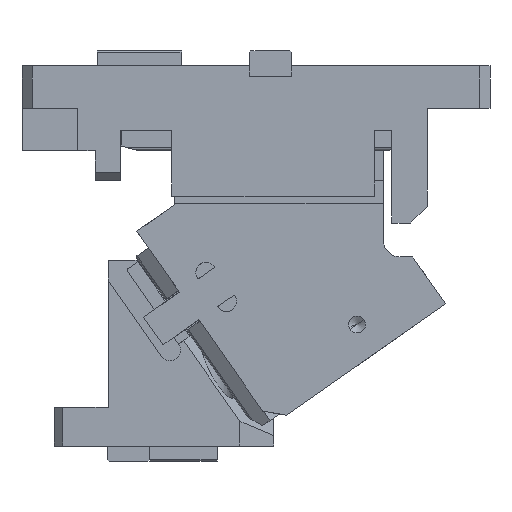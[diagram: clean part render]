
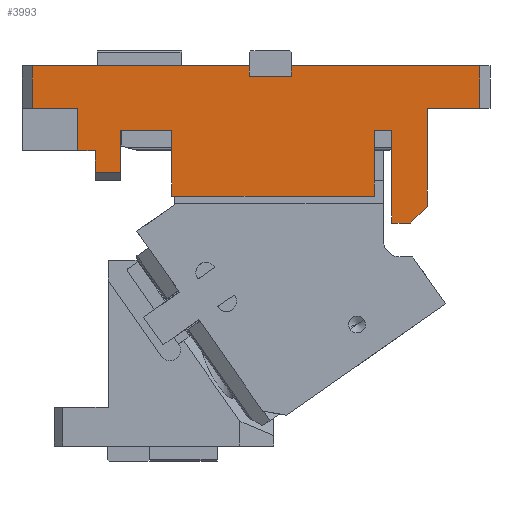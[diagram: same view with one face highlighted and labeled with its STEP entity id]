
A CAD part, front view. The second image highlights one B-rep face of the part: STEP entity #3993.
In plain terms, the highlighted planar face has unit normal (0, -1, 0).
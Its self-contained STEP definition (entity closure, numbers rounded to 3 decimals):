
#408=CARTESIAN_POINT('Vertex',(-162.046,-42.5,102.704)) ;
#411=CARTESIAN_POINT('Line Origine',(-177.201,-42.5,102.704)) ;
#415=CARTESIAN_POINT('Vertex',(-192.356,-42.5,102.704)) ;
#481=CARTESIAN_POINT('Vertex',(-31.856,-42.5,102.704)) ;
#484=CARTESIAN_POINT('Line Origine',(-36.951,-42.5,102.704)) ;
#488=CARTESIAN_POINT('Vertex',(-42.046,-42.5,102.704)) ;
#893=CARTESIAN_POINT('Vertex',(-31.856,-42.5,47.79)) ;
#896=CARTESIAN_POINT('Line Origine',(-31.856,-42.5,75.247)) ;
#1031=CARTESIAN_POINT('Line Origine',(-102.046,-42.5,63.704)) ;
#1035=CARTESIAN_POINT('Vertex',(-42.046,-42.5,63.704)) ;
#1037=CARTESIAN_POINT('Vertex',(-162.046,-42.5,63.704)) ;
#1183=CARTESIAN_POINT('Line Origine',(-162.046,-42.5,83.204)) ;
#1221=CARTESIAN_POINT('Line Origine',(-42.046,-42.5,83.204)) ;
#1316=CARTESIAN_POINT('Line Origine',(-192.356,-42.5,90.204)) ;
#1320=CARTESIAN_POINT('Vertex',(-192.356,-42.5,77.704)) ;
#1685=CARTESIAN_POINT('Vertex',(-244.67,-42.5,115.79)) ;
#1688=CARTESIAN_POINT('Line Origine',(-244.67,-42.5,128.29)) ;
#1692=CARTESIAN_POINT('Vertex',(-244.67,-42.5,140.79)) ;
#1940=CARTESIAN_POINT('Vertex',(-116.17,-42.5,140.79)) ;
#1943=CARTESIAN_POINT('Line Origine',(-116.17,-42.5,137.79)) ;
#1947=CARTESIAN_POINT('Vertex',(-116.17,-42.5,134.79)) ;
#1967=CARTESIAN_POINT('Line Origine',(-103.67,-42.5,134.79)) ;
#1971=CARTESIAN_POINT('Vertex',(-91.17,-42.5,134.79)) ;
#2189=CARTESIAN_POINT('Line Origine',(-91.17,-42.5,137.79)) ;
#2193=CARTESIAN_POINT('Vertex',(-91.17,-42.5,140.79)) ;
#2624=CARTESIAN_POINT('Line Origine',(20.33,-42.5,128.29)) ;
#2628=CARTESIAN_POINT('Vertex',(20.33,-42.5,115.79)) ;
#2630=CARTESIAN_POINT('Vertex',(20.33,-42.5,140.79)) ;
#2739=CARTESIAN_POINT('Vertex',(-10.67,-42.5,57.79)) ;
#2742=CARTESIAN_POINT('Line Origine',(-15.67,-42.5,52.79)) ;
#2746=CARTESIAN_POINT('Vertex',(-20.67,-42.5,47.79)) ;
#2766=CARTESIAN_POINT('Line Origine',(-10.67,-42.5,86.79)) ;
#2770=CARTESIAN_POINT('Vertex',(-10.67,-42.5,115.79)) ;
#2802=CARTESIAN_POINT('Line Origine',(4.83,-42.5,115.79)) ;
#2923=CARTESIAN_POINT('Line Origine',(-35.42,-42.5,140.79)) ;
#3529=CARTESIAN_POINT('Line Origine',(-180.42,-42.5,140.79)) ;
#3821=CARTESIAN_POINT('Vertex',(-217.67,-42.5,115.79)) ;
#3824=CARTESIAN_POINT('Line Origine',(-231.17,-42.5,115.79)) ;
#3852=CARTESIAN_POINT('Vertex',(-217.67,-42.5,90.704)) ;
#3855=CARTESIAN_POINT('Line Origine',(-217.67,-42.5,103.247)) ;
#3883=CARTESIAN_POINT('Vertex',(-207.356,-42.5,90.704)) ;
#3886=CARTESIAN_POINT('Line Origine',(-212.513,-42.5,90.704)) ;
#3911=CARTESIAN_POINT('Line Origine',(-207.356,-42.5,84.204)) ;
#3915=CARTESIAN_POINT('Vertex',(-207.356,-42.5,77.704)) ;
#3953=CARTESIAN_POINT('Axis2P3D Location',(-1.43,-42.5,7.31)) ;
#3958=CARTESIAN_POINT('Line Origine',(-26.263,-42.5,47.79)) ;
#3963=CARTESIAN_POINT('Line Origine',(-199.856,-42.5,77.704)) ;
#412=DIRECTION('Vector Direction',(1.,0.,0.)) ;
#485=DIRECTION('Vector Direction',(1.,0.,0.)) ;
#897=DIRECTION('Vector Direction',(0.,0.,1.)) ;
#1032=DIRECTION('Vector Direction',(-1.,0.,0.)) ;
#1184=DIRECTION('Vector Direction',(0.,0.,1.)) ;
#1222=DIRECTION('Vector Direction',(0.,0.,-1.)) ;
#1317=DIRECTION('Vector Direction',(0.,0.,-1.)) ;
#1689=DIRECTION('Vector Direction',(0.,0.,-1.)) ;
#1944=DIRECTION('Vector Direction',(0.,0.,1.)) ;
#1968=DIRECTION('Vector Direction',(-1.,0.,0.)) ;
#2190=DIRECTION('Vector Direction',(0.,0.,1.)) ;
#2625=DIRECTION('Vector Direction',(0.,0.,1.)) ;
#2743=DIRECTION('Vector Direction',(0.707,0.,0.707)) ;
#2767=DIRECTION('Vector Direction',(0.,0.,-1.)) ;
#2803=DIRECTION('Vector Direction',(1.,0.,0.)) ;
#2924=DIRECTION('Vector Direction',(-1.,0.,0.)) ;
#3530=DIRECTION('Vector Direction',(-1.,0.,0.)) ;
#3825=DIRECTION('Vector Direction',(1.,0.,0.)) ;
#3856=DIRECTION('Vector Direction',(0.,0.,-1.)) ;
#3887=DIRECTION('Vector Direction',(1.,0.,0.)) ;
#3912=DIRECTION('Vector Direction',(0.,0.,-1.)) ;
#3954=DIRECTION('Axis2P3D Direction',(0.,1.,0.)) ;
#3955=DIRECTION('Axis2P3D XDirection',(0.,0.,1.)) ;
#3959=DIRECTION('Vector Direction',(1.,0.,0.)) ;
#3964=DIRECTION('Vector Direction',(1.,0.,0.)) ;
#3956=AXIS2_PLACEMENT_3D('Plane Axis2P3D',#3953,#3954,#3955) ;
#3969=ORIENTED_EDGE('',*,*,#3962,.T.) ;
#3970=ORIENTED_EDGE('',*,*,#2748,.T.) ;
#3971=ORIENTED_EDGE('',*,*,#2772,.F.) ;
#3972=ORIENTED_EDGE('',*,*,#2806,.T.) ;
#3973=ORIENTED_EDGE('',*,*,#2632,.T.) ;
#3974=ORIENTED_EDGE('',*,*,#2927,.T.) ;
#3975=ORIENTED_EDGE('',*,*,#2195,.F.) ;
#3976=ORIENTED_EDGE('',*,*,#1973,.T.) ;
#3977=ORIENTED_EDGE('',*,*,#1949,.T.) ;
#3978=ORIENTED_EDGE('',*,*,#3533,.T.) ;
#3979=ORIENTED_EDGE('',*,*,#1694,.T.) ;
#3980=ORIENTED_EDGE('',*,*,#3828,.T.) ;
#3981=ORIENTED_EDGE('',*,*,#3859,.T.) ;
#3982=ORIENTED_EDGE('',*,*,#3890,.T.) ;
#3983=ORIENTED_EDGE('',*,*,#3917,.T.) ;
#3984=ORIENTED_EDGE('',*,*,#3967,.T.) ;
#3985=ORIENTED_EDGE('',*,*,#1322,.F.) ;
#3986=ORIENTED_EDGE('',*,*,#417,.T.) ;
#3987=ORIENTED_EDGE('',*,*,#1187,.F.) ;
#3988=ORIENTED_EDGE('',*,*,#1039,.F.) ;
#3989=ORIENTED_EDGE('',*,*,#1225,.F.) ;
#3990=ORIENTED_EDGE('',*,*,#490,.T.) ;
#3991=ORIENTED_EDGE('',*,*,#900,.F.) ;
#413=VECTOR('Line Direction',#412,1.) ;
#486=VECTOR('Line Direction',#485,1.) ;
#898=VECTOR('Line Direction',#897,1.) ;
#1033=VECTOR('Line Direction',#1032,1.) ;
#1185=VECTOR('Line Direction',#1184,1.) ;
#1223=VECTOR('Line Direction',#1222,1.) ;
#1318=VECTOR('Line Direction',#1317,1.) ;
#1690=VECTOR('Line Direction',#1689,1.) ;
#1945=VECTOR('Line Direction',#1944,1.) ;
#1969=VECTOR('Line Direction',#1968,1.) ;
#2191=VECTOR('Line Direction',#2190,1.) ;
#2626=VECTOR('Line Direction',#2625,1.) ;
#2744=VECTOR('Line Direction',#2743,1.) ;
#2768=VECTOR('Line Direction',#2767,1.) ;
#2804=VECTOR('Line Direction',#2803,1.) ;
#2925=VECTOR('Line Direction',#2924,1.) ;
#3531=VECTOR('Line Direction',#3530,1.) ;
#3826=VECTOR('Line Direction',#3825,1.) ;
#3857=VECTOR('Line Direction',#3856,1.) ;
#3888=VECTOR('Line Direction',#3887,1.) ;
#3913=VECTOR('Line Direction',#3912,1.) ;
#3960=VECTOR('Line Direction',#3959,1.) ;
#3965=VECTOR('Line Direction',#3964,1.) ;
#3993=ADVANCED_FACE('CAM HOLDER',(#3992),#3957,.F.) ;
#417=EDGE_CURVE('',#416,#409,#414,.T.) ;
#490=EDGE_CURVE('',#489,#482,#487,.T.) ;
#900=EDGE_CURVE('',#894,#482,#899,.T.) ;
#1039=EDGE_CURVE('',#1036,#1038,#1034,.T.) ;
#1187=EDGE_CURVE('',#1038,#409,#1186,.T.) ;
#1225=EDGE_CURVE('',#489,#1036,#1224,.T.) ;
#1322=EDGE_CURVE('',#416,#1321,#1319,.T.) ;
#1694=EDGE_CURVE('',#1693,#1686,#1691,.T.) ;
#1949=EDGE_CURVE('',#1948,#1941,#1946,.T.) ;
#1973=EDGE_CURVE('',#1972,#1948,#1970,.T.) ;
#2195=EDGE_CURVE('',#1972,#2194,#2192,.T.) ;
#2632=EDGE_CURVE('',#2629,#2631,#2627,.T.) ;
#2748=EDGE_CURVE('',#2747,#2740,#2745,.T.) ;
#2772=EDGE_CURVE('',#2771,#2740,#2769,.T.) ;
#2806=EDGE_CURVE('',#2771,#2629,#2805,.T.) ;
#2927=EDGE_CURVE('',#2631,#2194,#2926,.T.) ;
#3533=EDGE_CURVE('',#1941,#1693,#3532,.T.) ;
#3828=EDGE_CURVE('',#1686,#3822,#3827,.T.) ;
#3859=EDGE_CURVE('',#3822,#3853,#3858,.T.) ;
#3890=EDGE_CURVE('',#3853,#3884,#3889,.T.) ;
#3917=EDGE_CURVE('',#3884,#3916,#3914,.T.) ;
#3962=EDGE_CURVE('',#894,#2747,#3961,.T.) ;
#3967=EDGE_CURVE('',#3916,#1321,#3966,.T.) ;
#3968=EDGE_LOOP('',(#3969,#3970,#3971,#3972,#3973,#3974,#3975,#3976,#3977,#3978,#3979,#3980,#3981,#3982,#3983,#3984,#3985,#3986,#3987,#3988,#3989,#3990,#3991)) ;
#3992=FACE_OUTER_BOUND('',#3968,.T.) ;
#414=LINE('Line',#411,#413) ;
#487=LINE('Line',#484,#486) ;
#899=LINE('Line',#896,#898) ;
#1034=LINE('Line',#1031,#1033) ;
#1186=LINE('Line',#1183,#1185) ;
#1224=LINE('Line',#1221,#1223) ;
#1319=LINE('Line',#1316,#1318) ;
#1691=LINE('Line',#1688,#1690) ;
#1946=LINE('Line',#1943,#1945) ;
#1970=LINE('Line',#1967,#1969) ;
#2192=LINE('Line',#2189,#2191) ;
#2627=LINE('Line',#2624,#2626) ;
#2745=LINE('Line',#2742,#2744) ;
#2769=LINE('Line',#2766,#2768) ;
#2805=LINE('Line',#2802,#2804) ;
#2926=LINE('Line',#2923,#2925) ;
#3532=LINE('Line',#3529,#3531) ;
#3827=LINE('Line',#3824,#3826) ;
#3858=LINE('Line',#3855,#3857) ;
#3889=LINE('Line',#3886,#3888) ;
#3914=LINE('Line',#3911,#3913) ;
#3961=LINE('Line',#3958,#3960) ;
#3966=LINE('Line',#3963,#3965) ;
#3957=PLANE('Plane',#3956) ;
#409=VERTEX_POINT('',#408) ;
#416=VERTEX_POINT('',#415) ;
#482=VERTEX_POINT('',#481) ;
#489=VERTEX_POINT('',#488) ;
#894=VERTEX_POINT('',#893) ;
#1036=VERTEX_POINT('',#1035) ;
#1038=VERTEX_POINT('',#1037) ;
#1321=VERTEX_POINT('',#1320) ;
#1686=VERTEX_POINT('',#1685) ;
#1693=VERTEX_POINT('',#1692) ;
#1941=VERTEX_POINT('',#1940) ;
#1948=VERTEX_POINT('',#1947) ;
#1972=VERTEX_POINT('',#1971) ;
#2194=VERTEX_POINT('',#2193) ;
#2629=VERTEX_POINT('',#2628) ;
#2631=VERTEX_POINT('',#2630) ;
#2740=VERTEX_POINT('',#2739) ;
#2747=VERTEX_POINT('',#2746) ;
#2771=VERTEX_POINT('',#2770) ;
#3822=VERTEX_POINT('',#3821) ;
#3853=VERTEX_POINT('',#3852) ;
#3884=VERTEX_POINT('',#3883) ;
#3916=VERTEX_POINT('',#3915) ;
